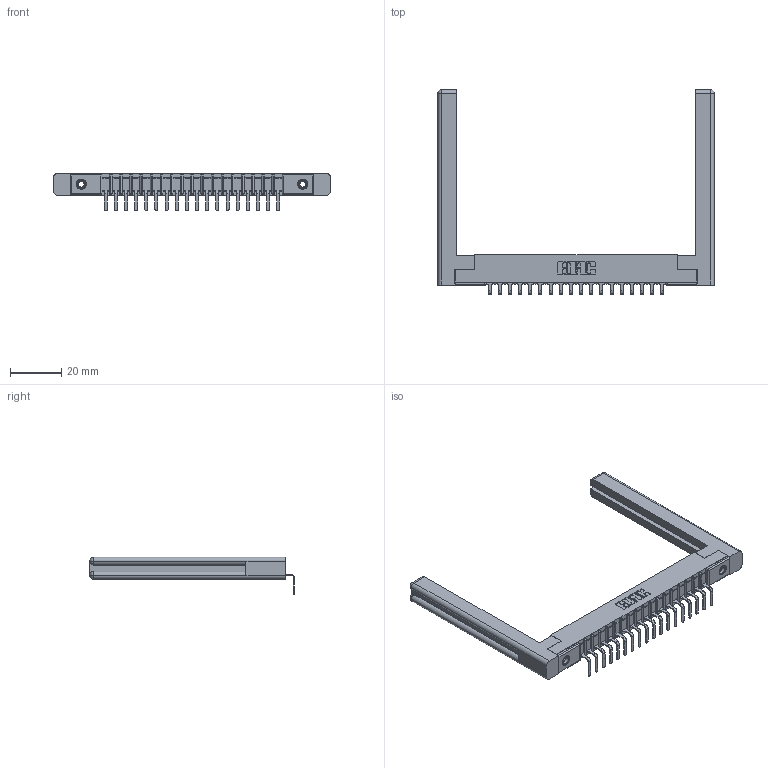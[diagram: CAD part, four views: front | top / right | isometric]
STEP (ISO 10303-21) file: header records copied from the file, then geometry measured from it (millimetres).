
FILE_DESCRIPTION (( 'STEP AP203' ), '1' );
FILE_NAME ('307-018-559-158.STEP', '2019-09-04T16:05:54', ( '' ), ( '' ), 'SwSTEP 2.0', 'SolidWorks 2016', '' );
FILE_SCHEMA (( 'CONFIG_CONTROL_DESIGN' ));
Length unit declared in the file: inch
Products named in the file (5): 345-250-001_345-250-001-102; 307-290-001_558 559 - 1 (Single); 307-220-058; 307 Part_.156 Dia Mounting Holes; 307-018-559-158
Assembly tree (23 placements, depth 2):
  307-018-559-158
    307 Part_.156 Dia Mounting Holes
    307-290-001_558 559 - 1 (Single)  x18
    307-220-058  x2
    345-250-001_345-250-001-102  x2
Bounding box: 107.95 x 79.77 x 14.81 mm (x, y, z)
Volume: 14565.1 mm3; surface area: 15924 mm2
Topology: 23 solids, 23 shells, 1359 faces, 3809 edges, 2450 vertices
Faces by surface type: plane 856, cylinder 441, sphere 38, torus 12, cone 12
Entity records: 21127 total; most frequent: CARTESIAN_POINT 3559, ORIENTED_EDGE 3484, DIRECTION 3436, EDGE_CURVE 1742, VECTOR 1322, LINE 1322, VERTEX_POINT 1126, AXIS2_PLACEMENT_3D 1057
